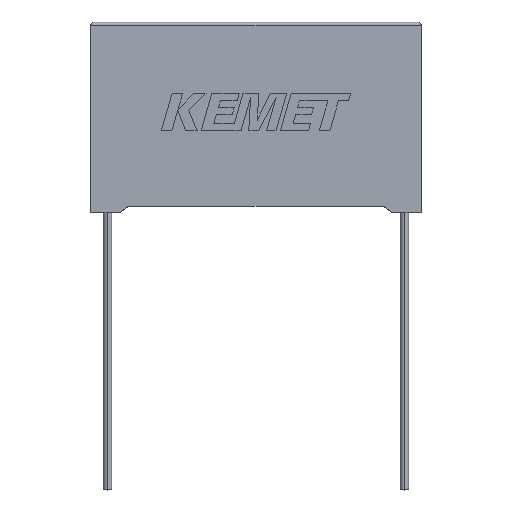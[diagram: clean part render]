
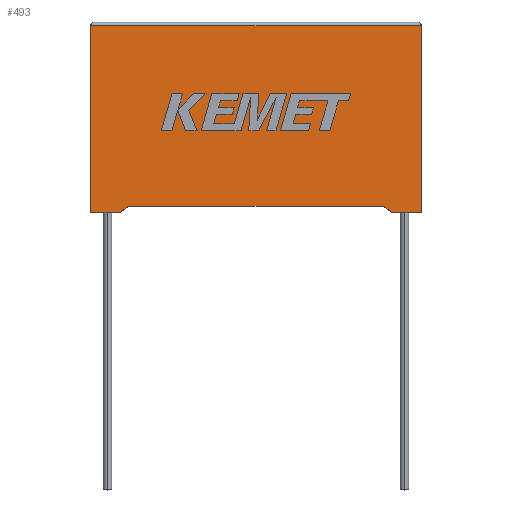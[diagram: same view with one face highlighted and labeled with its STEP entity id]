
A CAD part, top view. The second image highlights one B-rep face of the part: STEP entity #493.
In plain terms, the highlighted planar face has unit normal (0, 0, 1).
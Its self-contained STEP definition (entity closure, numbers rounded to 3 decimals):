
#40 = EDGE_LOOP ( 'NONE', ( #2736, #667, #405, #583, #719, #643, #934, #2372 ) ) ;
#135 = VECTOR ( 'NONE', #531, 1000. ) ;
#150 = DIRECTION ( 'NONE',  ( 1., 0., 0. ) ) ;
#270 = LINE ( 'NONE', #2407, #2877 ) ;
#292 = DIRECTION ( 'NONE',  ( -1., 0., 0. ) ) ;
#302 = VERTEX_POINT ( 'NONE', #538 ) ;
#338 = EDGE_CURVE ( 'NONE', #2234, #1257, #1413, .T. ) ;
#405 = ORIENTED_EDGE ( 'NONE', *, *, #462, .T. ) ;
#462 = EDGE_CURVE ( 'NONE', #2042, #2133, #2811, .T. ) ;
#490 = FACE_OUTER_BOUND ( 'NONE', #40, .T. ) ;
#493 = ADVANCED_FACE ( 'NONE', ( #490 ), #516, .F. ) ;
#506 = DIRECTION ( 'NONE',  ( 0., -1., 0. ) ) ;
#516 = PLANE ( 'NONE',  #2814 ) ;
#531 = DIRECTION ( 'NONE',  ( -1., 0., 0. ) ) ;
#538 = CARTESIAN_POINT ( 'NONE',  ( 41.8, 23.6, 13.3 ) ) ;
#551 = EDGE_CURVE ( 'NONE', #766, #978, #1189, .T. ) ;
#583 = ORIENTED_EDGE ( 'NONE', *, *, #3043, .T. ) ;
#597 = CARTESIAN_POINT ( 'NONE',  ( 41.8, 0., 13.3 ) ) ;
#606 = CARTESIAN_POINT ( 'NONE',  ( 38.15, 0., 13.3 ) ) ;
#643 = ORIENTED_EDGE ( 'NONE', *, *, #1750, .F. ) ;
#665 = DIRECTION ( 'NONE',  ( 0.813, -0.582, 0. ) ) ;
#667 = ORIENTED_EDGE ( 'NONE', *, *, #2586, .T. ) ;
#719 = ORIENTED_EDGE ( 'NONE', *, *, #551, .F. ) ;
#766 = VERTEX_POINT ( 'NONE', #2022 ) ;
#768 = CARTESIAN_POINT ( 'NONE',  ( 0., 0., 13.3 ) ) ;
#841 = VECTOR ( 'NONE', #665, 1000. ) ;
#934 = ORIENTED_EDGE ( 'NONE', *, *, #338, .T. ) ;
#978 = VERTEX_POINT ( 'NONE', #1680 ) ;
#1139 = VECTOR ( 'NONE', #506, 1000. ) ;
#1156 = LINE ( 'NONE', #2047, #1436 ) ;
#1189 = LINE ( 'NONE', #2095, #1573 ) ;
#1257 = VERTEX_POINT ( 'NONE', #1268 ) ;
#1268 = CARTESIAN_POINT ( 'NONE',  ( 38.15, 0., 13.3 ) ) ;
#1276 = LINE ( 'NONE', #2008, #1402 ) ;
#1402 = VECTOR ( 'NONE', #150, 1000. ) ;
#1413 = LINE ( 'NONE', #606, #841 ) ;
#1436 = VECTOR ( 'NONE', #2084, 1000. ) ;
#1459 = EDGE_CURVE ( 'NONE', #1257, #2961, #1156, .T. ) ;
#1573 = VECTOR ( 'NONE', #3044, 1000. ) ;
#1668 = VECTOR ( 'NONE', #1874, 1000. ) ;
#1680 = CARTESIAN_POINT ( 'NONE',  ( 3.65, 0., 13.3 ) ) ;
#1730 = EDGE_CURVE ( 'NONE', #2961, #302, #270, .T. ) ;
#1750 = EDGE_CURVE ( 'NONE', #2234, #766, #2568, .T. ) ;
#1825 = CARTESIAN_POINT ( 'NONE',  ( 0., 0., 13.3 ) ) ;
#1842 = LINE ( 'NONE', #2346, #1668 ) ;
#1874 = DIRECTION ( 'NONE',  ( -1., 0., 0. ) ) ;
#1910 = DIRECTION ( 'NONE',  ( 0., 1., 0. ) ) ;
#2008 = CARTESIAN_POINT ( 'NONE',  ( 0., 0., 13.3 ) ) ;
#2022 = CARTESIAN_POINT ( 'NONE',  ( 4.811, 0.831, 13.3 ) ) ;
#2042 = VERTEX_POINT ( 'NONE', #2485 ) ;
#2047 = CARTESIAN_POINT ( 'NONE',  ( 0., 0., 13.3 ) ) ;
#2084 = DIRECTION ( 'NONE',  ( 1., 0., 0. ) ) ;
#2095 = CARTESIAN_POINT ( 'NONE',  ( 3.65, 0., 13.3 ) ) ;
#2125 = CARTESIAN_POINT ( 'NONE',  ( 20.9, 0.831, 13.3 ) ) ;
#2133 = VERTEX_POINT ( 'NONE', #2540 ) ;
#2234 = VERTEX_POINT ( 'NONE', #2804 ) ;
#2300 = DIRECTION ( 'NONE',  ( 0., 0., -1. ) ) ;
#2346 = CARTESIAN_POINT ( 'NONE',  ( 0., 23.6, 13.3 ) ) ;
#2372 = ORIENTED_EDGE ( 'NONE', *, *, #1459, .T. ) ;
#2407 = CARTESIAN_POINT ( 'NONE',  ( 41.8, 0., 13.3 ) ) ;
#2485 = CARTESIAN_POINT ( 'NONE',  ( 0., 23.6, 13.3 ) ) ;
#2540 = CARTESIAN_POINT ( 'NONE',  ( 0., 0., 13.3 ) ) ;
#2568 = LINE ( 'NONE', #2125, #135 ) ;
#2586 = EDGE_CURVE ( 'NONE', #302, #2042, #1842, .T. ) ;
#2736 = ORIENTED_EDGE ( 'NONE', *, *, #1730, .T. ) ;
#2804 = CARTESIAN_POINT ( 'NONE',  ( 36.989, 0.831, 13.3 ) ) ;
#2811 = LINE ( 'NONE', #768, #1139 ) ;
#2814 = AXIS2_PLACEMENT_3D ( 'NONE', #1825, #2300, #292 ) ;
#2877 = VECTOR ( 'NONE', #1910, 1000. ) ;
#2961 = VERTEX_POINT ( 'NONE', #597 ) ;
#3043 = EDGE_CURVE ( 'NONE', #2133, #978, #1276, .T. ) ;
#3044 = DIRECTION ( 'NONE',  ( -0.813, -0.582, 0. ) ) ;
